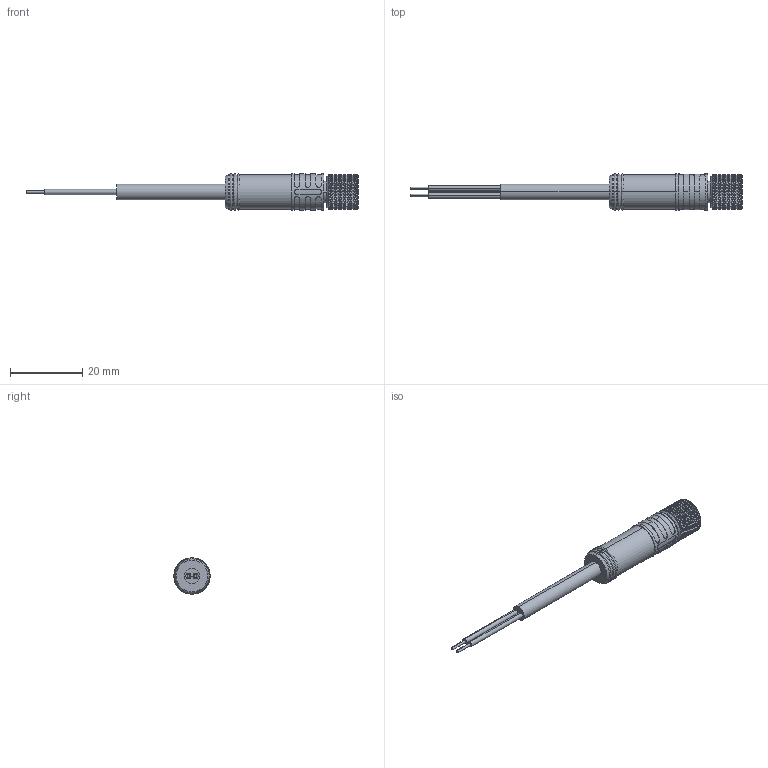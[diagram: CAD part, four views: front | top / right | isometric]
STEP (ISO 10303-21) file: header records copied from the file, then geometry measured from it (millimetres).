
FILE_DESCRIPTION((''),'2;1');
FILE_NAME('217961_ASM','2020-06-08T08:43:50',('PDMAdmin'),('BANNER ENGINEERING'),'CREO PARAMETRIC BY PTC INC, 2019292','CREO PARAMETRIC BY PTC INC, 2019292','');
FILE_SCHEMA(('CONFIG_CONTROL_DESIGN'));
Products named in the file (10): 217517_PICO-F-4PIN; 306_00249_17_0; 217517_ASM; 217507_OVERMOLD_4; 217509; 134314; 217654_ASM; 301-00235; 216576_ASM; 217961_ASM
Assembly tree (12 placements, depth 5):
  217961_ASM
    216576_ASM
      217654_ASM
        217517_ASM
          217517_PICO-F-4PIN
          306_00249_17_0  x4
        217507_OVERMOLD_4
        217509
        134314
      301-00235
Bounding box: 91.6 x 10 x 10 mm (x, y, z)
Volume: 2531.1 mm3; surface area: 4351.1 mm2
Topology: 9 solids, 9 shells, 2816 faces, 6239 edges, 3469 vertices
Faces by surface type: bspline 1902, cylinder 624, plane 260, cone 20, revolution 6, torus 4
Entity records: 146325 total; most frequent: CARTESIAN_POINT 103420, ORIENTED_EDGE 11806, EDGE_CURVE 5903, B_SPLINE_CURVE_WITH_KNOTS 4872, VERTEX_POINT 3241, DIRECTION 3086, EDGE_LOOP 2738, FACE_OUTER_BOUND 2699
